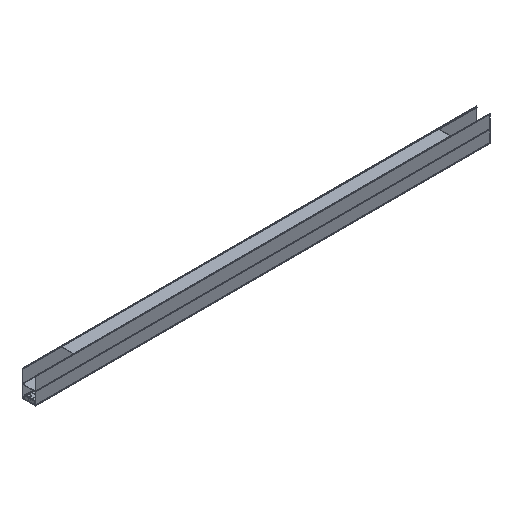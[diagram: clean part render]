
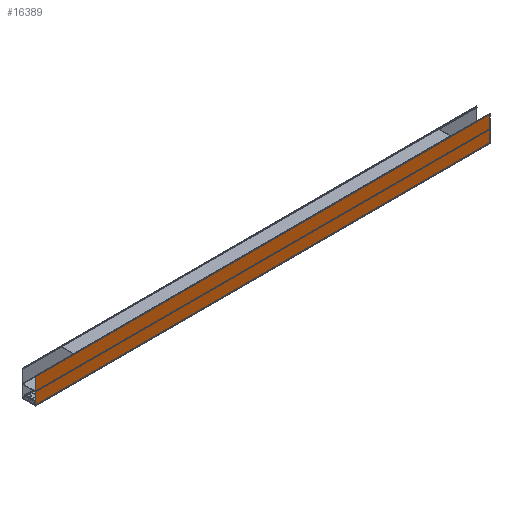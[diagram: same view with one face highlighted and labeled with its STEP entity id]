
A CAD part, isometric view. The second image highlights one B-rep face of the part: STEP entity #16389.
In plain terms, the highlighted planar face has unit normal (0, -1, 0).
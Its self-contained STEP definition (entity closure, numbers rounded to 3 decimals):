
#16389=ADVANCED_FACE('',(#22061),#18254,.F.);
#18254=PLANE('',#82829);
#22061=FACE_OUTER_BOUND('',#28022,.T.);
#28022=EDGE_LOOP('',(#46148,#46149,#46150,#46151));
#46148=ORIENTED_EDGE('',*,*,#65392,.T.);
#46149=ORIENTED_EDGE('',*,*,#65393,.F.);
#46150=ORIENTED_EDGE('',*,*,#65394,.F.);
#46151=ORIENTED_EDGE('',*,*,#65395,.T.);
#55636=VERTEX_POINT('',#147402);
#55637=VERTEX_POINT('',#147403);
#55638=VERTEX_POINT('',#147405);
#55639=VERTEX_POINT('',#147407);
#65392=EDGE_CURVE('',#55636,#55637,#71232,.T.);
#65393=EDGE_CURVE('',#55638,#55637,#71233,.T.);
#65394=EDGE_CURVE('',#55639,#55638,#71234,.T.);
#65395=EDGE_CURVE('',#55639,#55636,#71235,.T.);
#71232=LINE('',#147401,#75812);
#71233=LINE('',#147404,#75813);
#71234=LINE('',#147406,#75814);
#71235=LINE('',#147408,#75815);
#75812=VECTOR('',#100052,1.);
#75813=VECTOR('',#100053,1.);
#75814=VECTOR('',#100054,1.);
#75815=VECTOR('',#100055,1.);
#82829=AXIS2_PLACEMENT_3D('',#147409,#100056,#100057);
#100052=DIRECTION('',(0.,0.,1.));
#100053=DIRECTION('',(1.,0.,0.));
#100054=DIRECTION('',(0.,0.,1.));
#100055=DIRECTION('',(1.,0.,0.));
#100056=DIRECTION('',(0.,1.,0.));
#100057=DIRECTION('',(0.,0.,1.));
#147401=CARTESIAN_POINT('',(888.,-22.5,-40.));
#147402=CARTESIAN_POINT('',(888.,-22.5,-40.));
#147403=CARTESIAN_POINT('',(888.,-22.5,44.6));
#147404=CARTESIAN_POINT('',(-592.,-22.5,44.6));
#147405=CARTESIAN_POINT('',(-592.,-22.5,44.6));
#147406=CARTESIAN_POINT('',(-592.,-22.5,-40.));
#147407=CARTESIAN_POINT('',(-592.,-22.5,-40.));
#147408=CARTESIAN_POINT('',(-592.,-22.5,-40.));
#147409=CARTESIAN_POINT('',(-592.,-22.5,-40.));
